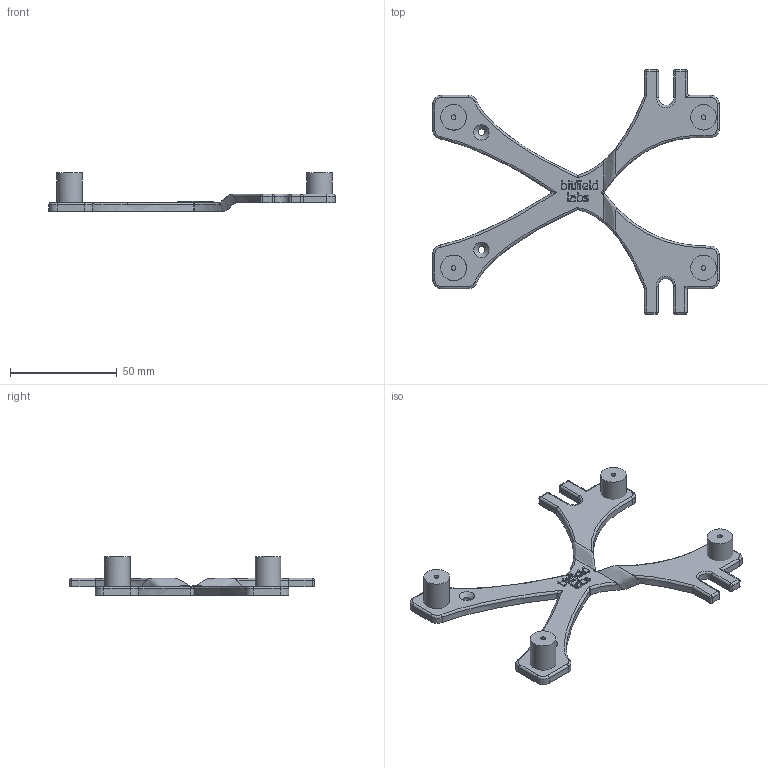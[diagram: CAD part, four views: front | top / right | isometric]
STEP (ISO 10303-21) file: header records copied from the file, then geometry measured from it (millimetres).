
FILE_DESCRIPTION(('HOOPS Exchange Step'),'2;1');
FILE_NAME('ag_holder_wpc95_screw.step','2024-12-30T07:53:58+01:00',('smyp'),('Unknown organisation'),'HOOPS Exchange 2024.2','HOOPS Exchange','Unknown authorisation');
FILE_SCHEMA( ('AP203_CONFIGURATION_CONTROLLED_3D_DESIGN_OF_MECHANICAL_PARTS_AND_ASSEMBLIES_MIM_LF') );
Length unit declared in the file: millimetre
Products named in the file (1): root
Bounding box: 134 x 114.5 x 18 mm (x, y, z)
Volume: 25424.9 mm3; surface area: 17043.7 mm2
Topology: 26 solids, 26 shells, 378 faces, 972 edges, 635 vertices
Faces by surface type: bspline 149, plane 142, cylinder 63, torus 14, sphere 8, cone 2
Full cylindrical faces by diameter (mm): 2.2 x4, 3.2 x2, 4.2 x5, 12 x4
Entity records: 17624 total; most frequent: CARTESIAN_POINT 9387, ORIENTED_EDGE 1908, DIRECTION 1276, EDGE_CURVE 954, VERTEX_POINT 630, VECTOR 456, LINE 456, AXIS2_PLACEMENT_3D 410
